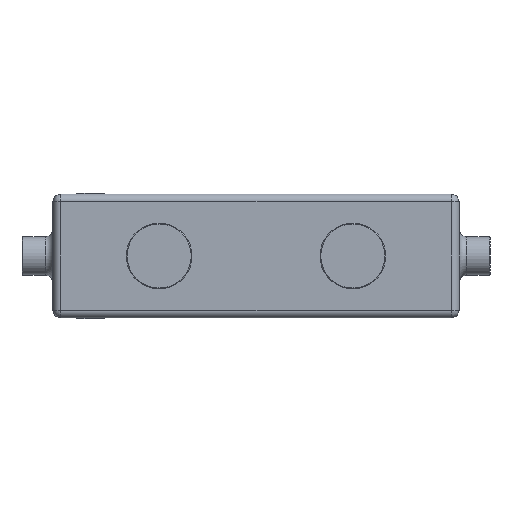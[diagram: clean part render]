
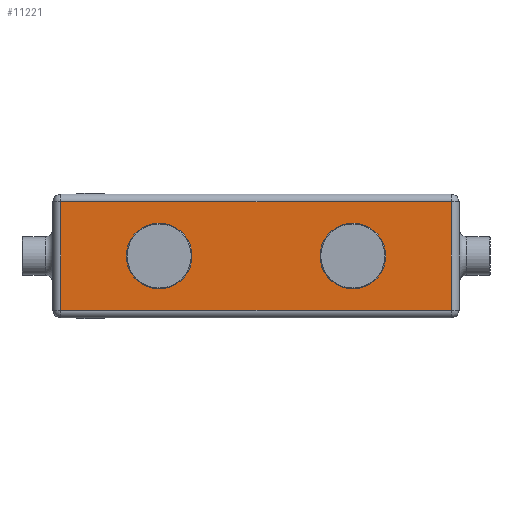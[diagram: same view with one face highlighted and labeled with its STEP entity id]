
A CAD part, left-side view. The second image highlights one B-rep face of the part: STEP entity #11221.
In plain terms, the highlighted planar face has unit normal (-1, 0, 0).
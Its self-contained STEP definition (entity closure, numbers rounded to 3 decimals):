
#14 = AXIS2_PLACEMENT_3D ( 'NONE', #12745, #1796, #5418 ) ;
#231 = EDGE_CURVE ( 'NONE', #9380, #21194, #9153, .T. ) ;
#627 = EDGE_CURVE ( 'NONE', #957, #20937, #14601, .T. ) ;
#957 = VERTEX_POINT ( 'NONE', #5440 ) ;
#1796 = DIRECTION ( 'NONE',  ( -1., 0., 0. ) ) ;
#2268 = AXIS2_PLACEMENT_3D ( 'NONE', #17580, #15713, #4854 ) ;
#2510 = ORIENTED_EDGE ( 'NONE', *, *, #15947, .F. ) ;
#2614 = ORIENTED_EDGE ( 'NONE', *, *, #16309, .F. ) ;
#2718 = EDGE_LOOP ( 'NONE', ( #8638, #6438, #11369, #2774 ) ) ;
#2774 = ORIENTED_EDGE ( 'NONE', *, *, #627, .T. ) ;
#4277 = DIRECTION ( 'NONE',  ( -1., 0., 0. ) ) ;
#4854 = DIRECTION ( 'NONE',  ( 0., 0., -1. ) ) ;
#5418 = DIRECTION ( 'NONE',  ( 0., 0., -1. ) ) ;
#5440 = CARTESIAN_POINT ( 'NONE',  ( -40., 126., 35. ) ) ;
#5632 = VERTEX_POINT ( 'NONE', #19521 ) ;
#6230 = CARTESIAN_POINT ( 'NONE',  ( -40., -126., 40. ) ) ;
#6438 = ORIENTED_EDGE ( 'NONE', *, *, #6617, .T. ) ;
#6617 = EDGE_CURVE ( 'NONE', #12382, #5632, #16896, .T. ) ;
#7166 = VECTOR ( 'NONE', #13629, 1000. ) ;
#7382 = FACE_BOUND ( 'NONE', #12740, .T. ) ;
#7671 = CARTESIAN_POINT ( 'NONE',  ( -40., 126., -35. ) ) ;
#7733 = DIRECTION ( 'NONE',  ( 0., 0., -1. ) ) ;
#8615 = AXIS2_PLACEMENT_3D ( 'NONE', #17104, #18981, #13533 ) ;
#8638 = ORIENTED_EDGE ( 'NONE', *, *, #22858, .T. ) ;
#9153 = CIRCLE ( 'NONE', #21968, 21.2 ) ;
#9380 = VERTEX_POINT ( 'NONE', #9880 ) ;
#9698 = EDGE_CURVE ( 'NONE', #15511, #16981, #13162, .T. ) ;
#9880 = CARTESIAN_POINT ( 'NONE',  ( -40., 62.5, -21.2 ) ) ;
#10096 = CARTESIAN_POINT ( 'NONE',  ( -40., 62.5, 21.2 ) ) ;
#10324 = PLANE ( 'NONE',  #2268 ) ;
#10902 = VECTOR ( 'NONE', #11251, 1000. ) ;
#11146 = LINE ( 'NONE', #20723, #17727 ) ;
#11221 = ADVANCED_FACE ( 'NONE', ( #13140, #18867, #7382 ), #10324, .F. ) ;
#11251 = DIRECTION ( 'NONE',  ( 0., 0., -1. ) ) ;
#11369 = ORIENTED_EDGE ( 'NONE', *, *, #23292, .T. ) ;
#11426 = AXIS2_PLACEMENT_3D ( 'NONE', #18902, #11792, #17031 ) ;
#11792 = DIRECTION ( 'NONE',  ( -1., 0., 0. ) ) ;
#12382 = VERTEX_POINT ( 'NONE', #16768 ) ;
#12740 = EDGE_LOOP ( 'NONE', ( #2510, #21540 ) ) ;
#12745 = CARTESIAN_POINT ( 'NONE',  ( -40., -62.5, 0. ) ) ;
#13140 = FACE_OUTER_BOUND ( 'NONE', #2718, .T. ) ;
#13162 = CIRCLE ( 'NONE', #11426, 21.2 ) ;
#13354 = DIRECTION ( 'NONE',  ( 0., 1., 0. ) ) ;
#13385 = CIRCLE ( 'NONE', #14, 21.2 ) ;
#13533 = DIRECTION ( 'NONE',  ( 0., 0., -1. ) ) ;
#13629 = DIRECTION ( 'NONE',  ( 0., 0., 1. ) ) ;
#13736 = VECTOR ( 'NONE', #23739, 1000. ) ;
#14601 = LINE ( 'NONE', #18441, #10902 ) ;
#15287 = CARTESIAN_POINT ( 'NONE',  ( -40., -62.5, 21.2 ) ) ;
#15511 = VERTEX_POINT ( 'NONE', #15287 ) ;
#15656 = ORIENTED_EDGE ( 'NONE', *, *, #9698, .F. ) ;
#15713 = DIRECTION ( 'NONE',  ( 1., 0., 0. ) ) ;
#15947 = EDGE_CURVE ( 'NONE', #21194, #9380, #20022, .T. ) ;
#16309 = EDGE_CURVE ( 'NONE', #16981, #15511, #13385, .T. ) ;
#16663 = CARTESIAN_POINT ( 'NONE',  ( -40., -131., -35. ) ) ;
#16768 = CARTESIAN_POINT ( 'NONE',  ( -40., -126., -35. ) ) ;
#16896 = LINE ( 'NONE', #6230, #7166 ) ;
#16925 = EDGE_LOOP ( 'NONE', ( #15656, #2614 ) ) ;
#16981 = VERTEX_POINT ( 'NONE', #22262 ) ;
#16988 = CARTESIAN_POINT ( 'NONE',  ( -40., 62.5, 0. ) ) ;
#17031 = DIRECTION ( 'NONE',  ( 0., 0., -1. ) ) ;
#17104 = CARTESIAN_POINT ( 'NONE',  ( -40., 62.5, 0. ) ) ;
#17580 = CARTESIAN_POINT ( 'NONE',  ( -40., -131., 40. ) ) ;
#17727 = VECTOR ( 'NONE', #13354, 1000. ) ;
#18441 = CARTESIAN_POINT ( 'NONE',  ( -40., 126., 40. ) ) ;
#18867 = FACE_BOUND ( 'NONE', #16925, .T. ) ;
#18902 = CARTESIAN_POINT ( 'NONE',  ( -40., -62.5, 0. ) ) ;
#18981 = DIRECTION ( 'NONE',  ( -1., 0., 0. ) ) ;
#19521 = CARTESIAN_POINT ( 'NONE',  ( -40., -126., 35. ) ) ;
#20022 = CIRCLE ( 'NONE', #8615, 21.2 ) ;
#20723 = CARTESIAN_POINT ( 'NONE',  ( -40., -131., 35. ) ) ;
#20937 = VERTEX_POINT ( 'NONE', #7671 ) ;
#21194 = VERTEX_POINT ( 'NONE', #10096 ) ;
#21540 = ORIENTED_EDGE ( 'NONE', *, *, #231, .F. ) ;
#21968 = AXIS2_PLACEMENT_3D ( 'NONE', #16988, #4277, #7733 ) ;
#22262 = CARTESIAN_POINT ( 'NONE',  ( -40., -62.5, -21.2 ) ) ;
#22306 = LINE ( 'NONE', #16663, #13736 ) ;
#22858 = EDGE_CURVE ( 'NONE', #20937, #12382, #22306, .T. ) ;
#23292 = EDGE_CURVE ( 'NONE', #5632, #957, #11146, .T. ) ;
#23739 = DIRECTION ( 'NONE',  ( 0., -1., 0. ) ) ;
